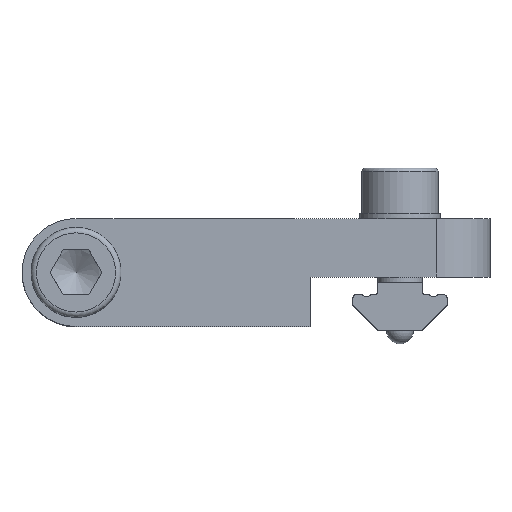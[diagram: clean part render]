
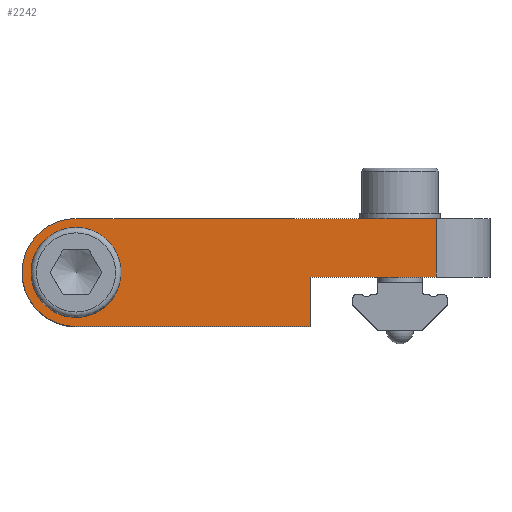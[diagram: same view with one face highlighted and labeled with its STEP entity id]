
A CAD part, top view. The second image highlights one B-rep face of the part: STEP entity #2242.
In plain terms, the highlighted planar face has unit normal (0, 0, 1).
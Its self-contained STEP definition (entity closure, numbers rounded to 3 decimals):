
#63=FACE_BOUND('',#372,.T.);
#122=PLANE('',#2491);
#234=FACE_OUTER_BOUND('',#371,.T.);
#371=EDGE_LOOP('',(#1902,#1903,#1904,#1905,#1906,#1907));
#372=EDGE_LOOP('',(#1908));
#514=LINE('',#3668,#687);
#535=LINE('',#3756,#708);
#542=LINE('',#3782,#715);
#543=LINE('',#3785,#716);
#544=LINE('',#3786,#717);
#687=VECTOR('',#2993,10.);
#708=VECTOR('',#3066,10.);
#715=VECTOR('',#3097,10.);
#716=VECTOR('',#3100,10.);
#717=VECTOR('',#3101,10.);
#814=CIRCLE('',#2440,5.);
#837=CIRCLE('',#2477,6.);
#995=VERTEX_POINT('',#3635);
#1006=VERTEX_POINT('',#3665);
#1007=VERTEX_POINT('',#3667);
#1032=VERTEX_POINT('',#3744);
#1036=VERTEX_POINT('',#3754);
#1043=VERTEX_POINT('',#3780);
#1044=VERTEX_POINT('',#3784);
#1269=EDGE_CURVE('',#995,#995,#814,.T.);
#1284=EDGE_CURVE('',#1006,#1007,#514,.T.);
#1319=EDGE_CURVE('',#1032,#1006,#837,.T.);
#1325=EDGE_CURVE('',#1036,#1032,#535,.T.);
#1338=EDGE_CURVE('',#1007,#1043,#542,.T.);
#1339=EDGE_CURVE('',#1044,#1036,#543,.T.);
#1340=EDGE_CURVE('',#1043,#1044,#544,.T.);
#1902=ORIENTED_EDGE('',*,*,#1319,.F.);
#1903=ORIENTED_EDGE('',*,*,#1325,.F.);
#1904=ORIENTED_EDGE('',*,*,#1339,.F.);
#1905=ORIENTED_EDGE('',*,*,#1340,.F.);
#1906=ORIENTED_EDGE('',*,*,#1338,.F.);
#1907=ORIENTED_EDGE('',*,*,#1284,.F.);
#1908=ORIENTED_EDGE('',*,*,#1269,.T.);
#2242=ADVANCED_FACE('',(#234,#63),#122,.T.);
#2440=AXIS2_PLACEMENT_3D('',#3636,#2960,#2961);
#2477=AXIS2_PLACEMENT_3D('',#3745,#3057,#3058);
#2491=AXIS2_PLACEMENT_3D('',#3783,#3098,#3099);
#2960=DIRECTION('center_axis',(0.,0.,-1.));
#2961=DIRECTION('ref_axis',(-0.706,-0.708,0.));
#2993=DIRECTION('',(1.,0.,0.));
#3057=DIRECTION('center_axis',(0.,0.,-1.));
#3058=DIRECTION('ref_axis',(-0.707,0.707,0.));
#3066=DIRECTION('',(-1.,0.,0.));
#3097=DIRECTION('',(0.,-1.,0.));
#3098=DIRECTION('center_axis',(0.,0.,1.));
#3099=DIRECTION('ref_axis',(1.,0.,0.));
#3100=DIRECTION('',(0.,-1.,0.));
#3101=DIRECTION('',(-1.,0.,0.));
#3635=CARTESIAN_POINT('',(-16.468,3.539,12.5));
#3636=CARTESIAN_POINT('Origin',(-20.,0.,12.5));
#3665=CARTESIAN_POINT('',(-20.,6.,12.5));
#3667=CARTESIAN_POINT('',(20.,6.,12.5));
#3668=CARTESIAN_POINT('',(26.,6.,12.5));
#3744=CARTESIAN_POINT('',(-20.,-6.,12.5));
#3745=CARTESIAN_POINT('Origin',(-20.,0.,12.5));
#3754=CARTESIAN_POINT('',(6.,-6.,12.5));
#3756=CARTESIAN_POINT('',(-26.,-6.,12.5));
#3780=CARTESIAN_POINT('',(20.,-0.5,12.5));
#3782=CARTESIAN_POINT('',(20.,3.43,12.5));
#3783=CARTESIAN_POINT('Origin',(-0.859,0.859,12.5));
#3784=CARTESIAN_POINT('',(6.,-0.5,12.5));
#3785=CARTESIAN_POINT('',(6.,-6.,12.5));
#3786=CARTESIAN_POINT('',(6.,-0.5,12.5));
